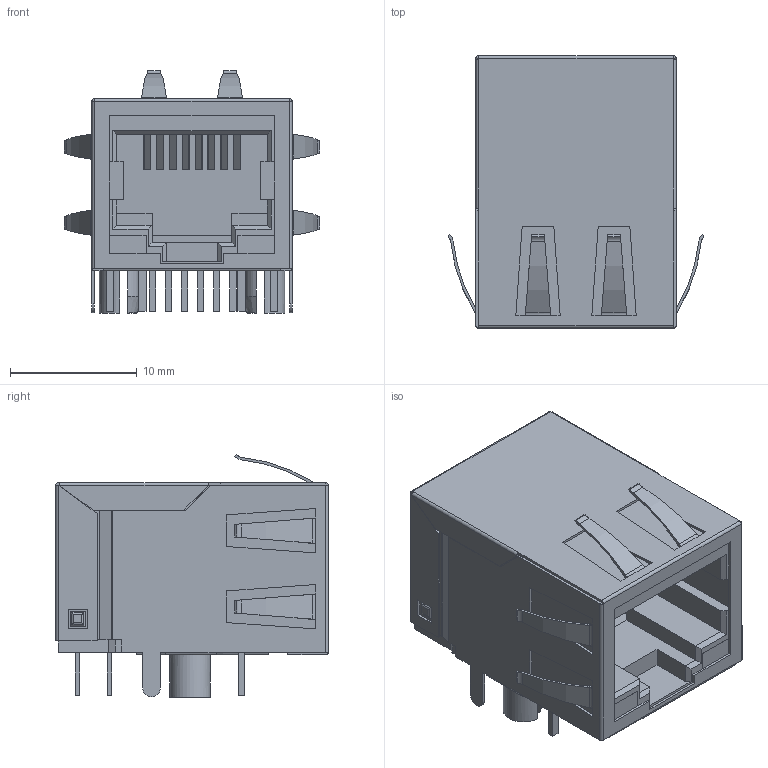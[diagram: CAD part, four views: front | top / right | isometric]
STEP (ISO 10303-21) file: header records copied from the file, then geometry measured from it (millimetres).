
FILE_DESCRIPTION(/* description */ ('Unknown'),/* implementation_level */ '2;1');
FILE_NAME(/* name */ 'J_Wurth_WR-MJ_615008185221',/* time_stamp */ '2025-06-26T13:35:06+08:00',/* author */ ('Unknown'),/* organization */ ('Unknown'),/* preprocessor_version */ 'ST-DEVELOPER v19.4',/* originating_system */ 'Solid Edge',/* authorisation */ 'Unknown');
FILE_SCHEMA (('AUTOMOTIVE_DESIGN {1 0 10303 214 3 1 1}'));
Length unit declared in the file: millimetre
Products named in the file (2): J_Wurth_WR-MJ_615008185221
Assembly tree (1 placements, depth 2):
  J_Wurth_WR-MJ_615008185221
    J_Wurth_WR-MJ_615008185221
Bounding box: 20.2 x 21.5 x 19.15 mm (x, y, z)
Volume: 2801.3 mm3; surface area: 4965 mm2
Topology: 1 solids, 3 shells, 871 faces, 2586 edges, 1654 vertices
Faces by surface type: plane 690, cylinder 177, cone 2, torus 2
Full cylindrical faces by diameter (mm): 1.2 x10
Entity records: 34961 total; most frequent: CARTESIAN_POINT 5135, ORIENTED_EDGE 5132, DIRECTION 4730, EDGE_CURVE 2566, LINE 2116, VECTOR 2116, VERTEX_POINT 1644, AXIS2_PLACEMENT_3D 1307
